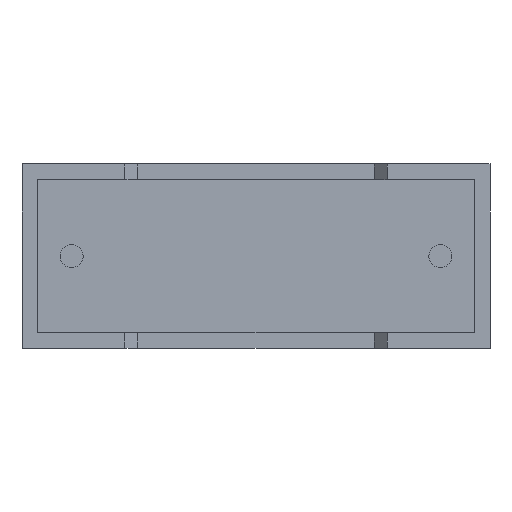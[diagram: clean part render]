
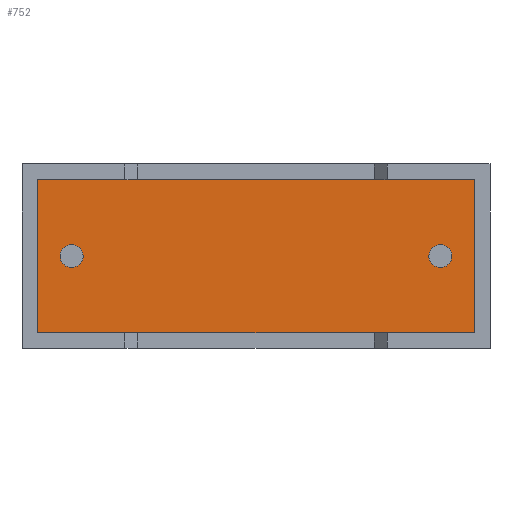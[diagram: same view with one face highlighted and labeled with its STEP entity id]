
A CAD part, front view. The second image highlights one B-rep face of the part: STEP entity #752.
In plain terms, the highlighted planar face has unit normal (0, -1, 0).
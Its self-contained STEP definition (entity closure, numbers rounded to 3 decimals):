
#71 = DIRECTION ( 'NONE',  ( 0., 0., -1. ) ) ;
#75 = EDGE_CURVE ( 'NONE', #172, #190, #2498, .T. ) ;
#155 = CARTESIAN_POINT ( 'NONE',  ( 11.8, 0.75, 2.6 ) ) ;
#172 = VERTEX_POINT ( 'NONE', #2862 ) ;
#190 = VERTEX_POINT ( 'NONE', #2362 ) ;
#195 = DIRECTION ( 'NONE',  ( 0., -1., 0. ) ) ;
#327 = AXIS2_PLACEMENT_3D ( 'NONE', #2622, #1227, #1906 ) ;
#344 = LINE ( 'NONE', #753, #880 ) ;
#354 = EDGE_LOOP ( 'NONE', ( #2722, #2311 ) ) ;
#438 = CARTESIAN_POINT ( 'NONE',  ( 11.8, 0.75, 2.275 ) ) ;
#522 = CIRCLE ( 'NONE', #327, 0.325 ) ;
#559 = CARTESIAN_POINT ( 'NONE',  ( 1.4, 0.75, 2.925 ) ) ;
#653 = CARTESIAN_POINT ( 'NONE',  ( 12.76, 0.75, 0.44 ) ) ;
#674 = DIRECTION ( 'NONE',  ( 0., 0., -1. ) ) ;
#676 = CARTESIAN_POINT ( 'NONE',  ( 11.8, 0.75, 2.925 ) ) ;
#752 = ADVANCED_FACE ( 'NONE', ( #1169, #761, #2777 ), #2783, .T. ) ;
#753 = CARTESIAN_POINT ( 'NONE',  ( 12.76, 0.75, 4.76 ) ) ;
#761 = FACE_OUTER_BOUND ( 'NONE', #2202, .T. ) ;
#812 = VECTOR ( 'NONE', #2490, 1000. ) ;
#825 = DIRECTION ( 'NONE',  ( 0., 0., -1. ) ) ;
#839 = EDGE_CURVE ( 'NONE', #1977, #1248, #1533, .T. ) ;
#880 = VECTOR ( 'NONE', #2399, 1000. ) ;
#999 = AXIS2_PLACEMENT_3D ( 'NONE', #2081, #2338, #3044 ) ;
#1011 = VECTOR ( 'NONE', #825, 1000. ) ;
#1061 = AXIS2_PLACEMENT_3D ( 'NONE', #155, #2716, #1302 ) ;
#1166 = LINE ( 'NONE', #2196, #1011 ) ;
#1169 = FACE_BOUND ( 'NONE', #2937, .T. ) ;
#1227 = DIRECTION ( 'NONE',  ( 0., -1., 0. ) ) ;
#1242 = CARTESIAN_POINT ( 'NONE',  ( 0.44, 0.75, 4.76 ) ) ;
#1248 = VERTEX_POINT ( 'NONE', #676 ) ;
#1302 = DIRECTION ( 'NONE',  ( 0., 0., -1. ) ) ;
#1344 = DIRECTION ( 'NONE',  ( 0., 0., 1. ) ) ;
#1363 = VERTEX_POINT ( 'NONE', #1925 ) ;
#1398 = LINE ( 'NONE', #2753, #812 ) ;
#1405 = EDGE_CURVE ( 'NONE', #1363, #1446, #2352, .T. ) ;
#1412 = AXIS2_PLACEMENT_3D ( 'NONE', #2052, #195, #674 ) ;
#1446 = VERTEX_POINT ( 'NONE', #559 ) ;
#1533 = CIRCLE ( 'NONE', #999, 0.325 ) ;
#1575 = EDGE_CURVE ( 'NONE', #2164, #172, #1398, .T. ) ;
#1608 = EDGE_CURVE ( 'NONE', #1248, #1977, #2063, .T. ) ;
#1807 = ORIENTED_EDGE ( 'NONE', *, *, #839, .F. ) ;
#1875 = CARTESIAN_POINT ( 'NONE',  ( 0.44, 0.75, 0.44 ) ) ;
#1903 = VECTOR ( 'NONE', #1344, 1000. ) ;
#1906 = DIRECTION ( 'NONE',  ( 0., 0., -1. ) ) ;
#1925 = CARTESIAN_POINT ( 'NONE',  ( 1.4, 0.75, 2.275 ) ) ;
#1957 = ORIENTED_EDGE ( 'NONE', *, *, #2372, .T. ) ;
#1977 = VERTEX_POINT ( 'NONE', #438 ) ;
#2034 = ORIENTED_EDGE ( 'NONE', *, *, #1575, .T. ) ;
#2052 = CARTESIAN_POINT ( 'NONE',  ( 0., 0.75, 0. ) ) ;
#2063 = CIRCLE ( 'NONE', #1061, 0.325 ) ;
#2081 = CARTESIAN_POINT ( 'NONE',  ( 11.8, 0.75, 2.6 ) ) ;
#2164 = VERTEX_POINT ( 'NONE', #1875 ) ;
#2196 = CARTESIAN_POINT ( 'NONE',  ( 0.44, 0.75, 4.76 ) ) ;
#2202 = EDGE_LOOP ( 'NONE', ( #2354, #2034, #2735, #1957 ) ) ;
#2311 = ORIENTED_EDGE ( 'NONE', *, *, #1405, .F. ) ;
#2338 = DIRECTION ( 'NONE',  ( 0., -1., 0. ) ) ;
#2352 = CIRCLE ( 'NONE', #2442, 0.325 ) ;
#2354 = ORIENTED_EDGE ( 'NONE', *, *, #2915, .T. ) ;
#2362 = CARTESIAN_POINT ( 'NONE',  ( 12.76, 0.75, 4.76 ) ) ;
#2372 = EDGE_CURVE ( 'NONE', #190, #2792, #344, .T. ) ;
#2399 = DIRECTION ( 'NONE',  ( -1., 0., 0. ) ) ;
#2442 = AXIS2_PLACEMENT_3D ( 'NONE', #2864, #2873, #71 ) ;
#2490 = DIRECTION ( 'NONE',  ( 1., 0., 0. ) ) ;
#2498 = LINE ( 'NONE', #653, #1903 ) ;
#2622 = CARTESIAN_POINT ( 'NONE',  ( 1.4, 0.75, 2.6 ) ) ;
#2656 = ORIENTED_EDGE ( 'NONE', *, *, #1608, .F. ) ;
#2716 = DIRECTION ( 'NONE',  ( 0., -1., 0. ) ) ;
#2722 = ORIENTED_EDGE ( 'NONE', *, *, #2814, .F. ) ;
#2735 = ORIENTED_EDGE ( 'NONE', *, *, #75, .T. ) ;
#2753 = CARTESIAN_POINT ( 'NONE',  ( 0.44, 0.75, 0.44 ) ) ;
#2777 = FACE_BOUND ( 'NONE', #354, .T. ) ;
#2783 = PLANE ( 'NONE',  #1412 ) ;
#2792 = VERTEX_POINT ( 'NONE', #1242 ) ;
#2814 = EDGE_CURVE ( 'NONE', #1446, #1363, #522, .T. ) ;
#2862 = CARTESIAN_POINT ( 'NONE',  ( 12.76, 0.75, 0.44 ) ) ;
#2864 = CARTESIAN_POINT ( 'NONE',  ( 1.4, 0.75, 2.6 ) ) ;
#2873 = DIRECTION ( 'NONE',  ( 0., -1., 0. ) ) ;
#2915 = EDGE_CURVE ( 'NONE', #2792, #2164, #1166, .T. ) ;
#2937 = EDGE_LOOP ( 'NONE', ( #2656, #1807 ) ) ;
#3044 = DIRECTION ( 'NONE',  ( 0., 0., -1. ) ) ;
